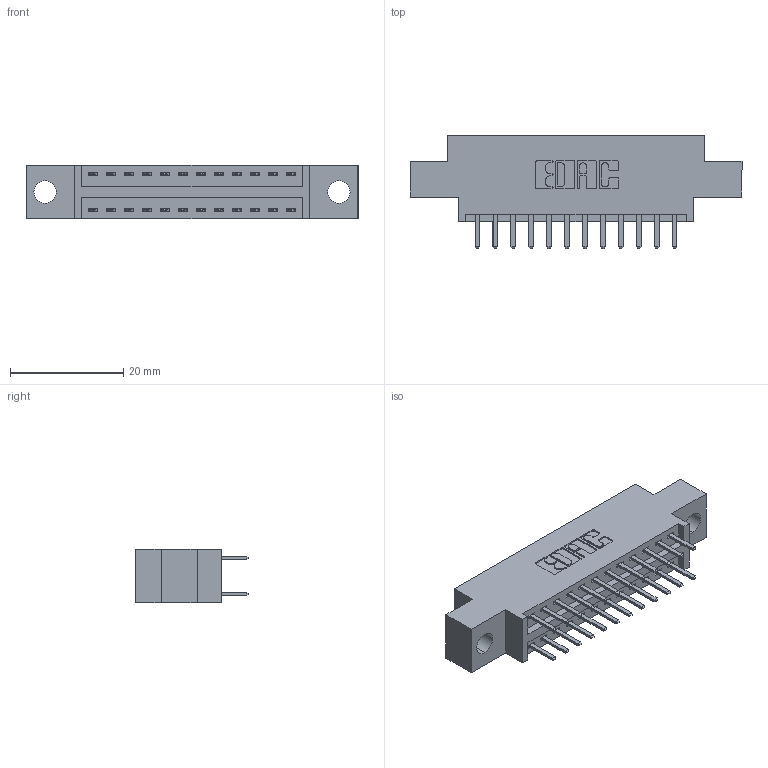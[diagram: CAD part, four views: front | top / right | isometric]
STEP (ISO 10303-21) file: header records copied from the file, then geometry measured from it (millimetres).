
FILE_DESCRIPTION (( 'STEP AP203' ), '1' );
FILE_NAME ('396-024-520-804.STEP', '2018-09-01T12:50:01', ( '' ), ( '' ), 'SwSTEP 2.0', 'SolidWorks 2016', '' );
FILE_SCHEMA (( 'CONFIG_CONTROL_DESIGN' ));
Length unit declared in the file: inch
Products named in the file (3): 346 Part_0.170 Offset - 0.156 Dia-TH; 345-292-001_345-293-120; 396-024-520-804
Assembly tree (25 placements, depth 2):
  396-024-520-804
    346 Part_0.170 Offset - 0.156 Dia-TH
    345-292-001_345-293-120  x24
Bounding box: 58.67 x 20.02 x 9.4 mm (x, y, z)
Volume: 5235.4 mm3; surface area: 6693.2 mm2
Topology: 25 solids, 25 shells, 1470 faces, 4253 edges, 2770 vertices
Faces by surface type: plane 968, cylinder 502
Entity records: 12119 total; most frequent: CARTESIAN_POINT 2052, ORIENTED_EDGE 1974, DIRECTION 1847, EDGE_CURVE 987, LINE 803, VECTOR 803, VERTEX_POINT 654, AXIS2_PLACEMENT_3D 522
